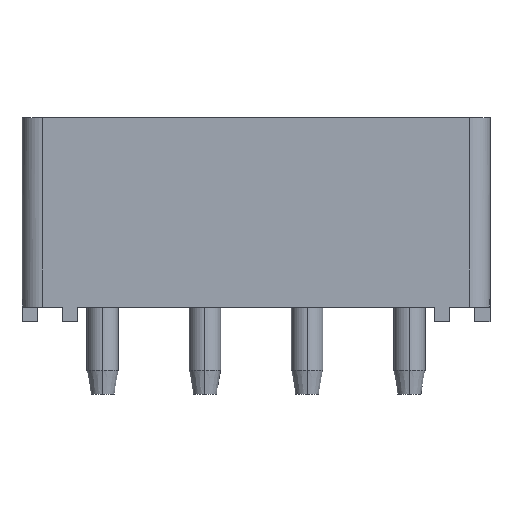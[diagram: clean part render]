
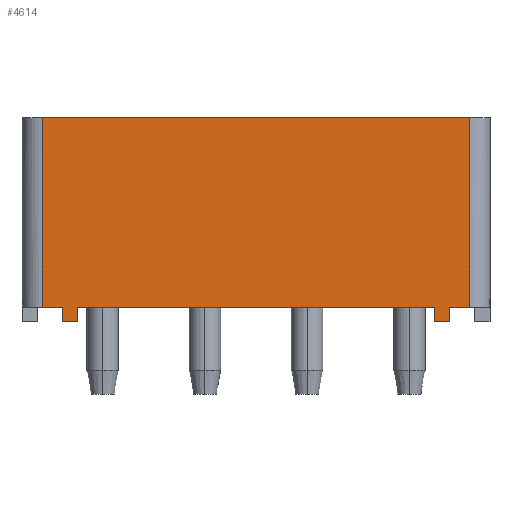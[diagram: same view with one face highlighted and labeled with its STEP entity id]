
A CAD part, front view. The second image highlights one B-rep face of the part: STEP entity #4614.
In plain terms, the highlighted planar face has unit normal (0, -1, 0).
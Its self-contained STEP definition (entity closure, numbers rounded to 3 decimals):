
#23 = DIRECTION ( 'NONE',  ( 1., 0., 0. ) ) ;
#60 = EDGE_CURVE ( 'NONE', #3551, #4367, #2144, .T. ) ;
#165 = EDGE_CURVE ( 'NONE', #3167, #3920, #4388, .T. ) ;
#200 = CARTESIAN_POINT ( 'NONE',  ( 10.63, -4.14, 0.74 ) ) ;
#204 = CARTESIAN_POINT ( 'NONE',  ( 8.87, -4.14, 0.74 ) ) ;
#229 = ORIENTED_EDGE ( 'NONE', *, *, #3035, .T. ) ;
#418 = CARTESIAN_POINT ( 'NONE',  ( -10.63, -4.14, 0.74 ) ) ;
#427 = VECTOR ( 'NONE', #3164, 1000. ) ;
#463 = LINE ( 'NONE', #2542, #3823 ) ;
#499 = VECTOR ( 'NONE', #23, 1000. ) ;
#689 = CARTESIAN_POINT ( 'NONE',  ( -9.63, -4.14, 0.74 ) ) ;
#696 = ORIENTED_EDGE ( 'NONE', *, *, #1545, .T. ) ;
#711 = LINE ( 'NONE', #5495, #2264 ) ;
#886 = VECTOR ( 'NONE', #3189, 1000. ) ;
#896 = VERTEX_POINT ( 'NONE', #3530 ) ;
#921 = DIRECTION ( 'NONE',  ( 1., 0., 0. ) ) ;
#955 = DIRECTION ( 'NONE',  ( 0., -1., 0. ) ) ;
#960 = CARTESIAN_POINT ( 'NONE',  ( -10.63, -4.14, 0.74 ) ) ;
#997 = CARTESIAN_POINT ( 'NONE',  ( 10.63, -4.14, 10.16 ) ) ;
#1086 = LINE ( 'NONE', #4566, #427 ) ;
#1199 = DIRECTION ( 'NONE',  ( -1., 0., 0. ) ) ;
#1216 = ORIENTED_EDGE ( 'NONE', *, *, #165, .T. ) ;
#1320 = EDGE_CURVE ( 'NONE', #4367, #2108, #1891, .T. ) ;
#1409 = LINE ( 'NONE', #4771, #5243 ) ;
#1425 = ORIENTED_EDGE ( 'NONE', *, *, #2132, .F. ) ;
#1478 = VECTOR ( 'NONE', #4717, 1000. ) ;
#1545 = EDGE_CURVE ( 'NONE', #4133, #3167, #3829, .T. ) ;
#1684 = LINE ( 'NONE', #3004, #3615 ) ;
#1758 = CARTESIAN_POINT ( 'NONE',  ( -10.63, -4.14, 10.16 ) ) ;
#1767 = VECTOR ( 'NONE', #921, 1000. ) ;
#1858 = VERTEX_POINT ( 'NONE', #2872 ) ;
#1891 = LINE ( 'NONE', #997, #5461 ) ;
#1905 = FACE_OUTER_BOUND ( 'NONE', #5169, .T. ) ;
#1964 = EDGE_CURVE ( 'NONE', #2468, #4627, #2178, .T. ) ;
#2018 = EDGE_CURVE ( 'NONE', #3551, #4133, #1684, .T. ) ;
#2046 = LINE ( 'NONE', #4647, #2076 ) ;
#2076 = VECTOR ( 'NONE', #1199, 1000. ) ;
#2108 = VERTEX_POINT ( 'NONE', #200 ) ;
#2123 = EDGE_CURVE ( 'NONE', #2213, #3920, #1086, .T. ) ;
#2132 = EDGE_CURVE ( 'NONE', #2468, #2213, #4867, .T. ) ;
#2144 = LINE ( 'NONE', #1758, #1767 ) ;
#2178 = LINE ( 'NONE', #2563, #1478 ) ;
#2213 = VERTEX_POINT ( 'NONE', #4062 ) ;
#2264 = VECTOR ( 'NONE', #2849, 1000. ) ;
#2468 = VERTEX_POINT ( 'NONE', #3304 ) ;
#2480 = EDGE_CURVE ( 'NONE', #4589, #1858, #2046, .T. ) ;
#2542 = CARTESIAN_POINT ( 'NONE',  ( 9.63, -4.14, 0.74 ) ) ;
#2556 = ORIENTED_EDGE ( 'NONE', *, *, #1320, .F. ) ;
#2563 = CARTESIAN_POINT ( 'NONE',  ( -8.87, -4.14, 0.74 ) ) ;
#2607 = ORIENTED_EDGE ( 'NONE', *, *, #1964, .T. ) ;
#2698 = CARTESIAN_POINT ( 'NONE',  ( -11.63, -4.14, 0. ) ) ;
#2772 = CARTESIAN_POINT ( 'NONE',  ( -8.87, -4.14, 0.74 ) ) ;
#2790 = DIRECTION ( 'NONE',  ( 0., 0., -1. ) ) ;
#2849 = DIRECTION ( 'NONE',  ( 0., 0., -1. ) ) ;
#2852 = AXIS2_PLACEMENT_3D ( 'NONE', #2698, #955, #3572 ) ;
#2857 = CARTESIAN_POINT ( 'NONE',  ( -10.63, -4.14, 10.16 ) ) ;
#2872 = CARTESIAN_POINT ( 'NONE',  ( 8.87, -4.14, 0. ) ) ;
#3004 = CARTESIAN_POINT ( 'NONE',  ( -10.63, -4.14, 10.16 ) ) ;
#3035 = EDGE_CURVE ( 'NONE', #896, #2108, #1409, .T. ) ;
#3084 = DIRECTION ( 'NONE',  ( 1., 0., 0. ) ) ;
#3089 = EDGE_CURVE ( 'NONE', #896, #4589, #463, .T. ) ;
#3164 = DIRECTION ( 'NONE',  ( -1., 0., 0. ) ) ;
#3167 = VERTEX_POINT ( 'NONE', #3959 ) ;
#3189 = DIRECTION ( 'NONE',  ( 0., 0., -1. ) ) ;
#3304 = CARTESIAN_POINT ( 'NONE',  ( -8.87, -4.14, 0.74 ) ) ;
#3415 = ORIENTED_EDGE ( 'NONE', *, *, #5166, .T. ) ;
#3515 = ORIENTED_EDGE ( 'NONE', *, *, #60, .F. ) ;
#3530 = CARTESIAN_POINT ( 'NONE',  ( 9.63, -4.14, 0.74 ) ) ;
#3551 = VERTEX_POINT ( 'NONE', #2857 ) ;
#3572 = DIRECTION ( 'NONE',  ( 0., 0., -1. ) ) ;
#3615 = VECTOR ( 'NONE', #3881, 1000. ) ;
#3639 = CARTESIAN_POINT ( 'NONE',  ( -9.63, -4.14, 0. ) ) ;
#3741 = CARTESIAN_POINT ( 'NONE',  ( 10.63, -4.14, 10.16 ) ) ;
#3823 = VECTOR ( 'NONE', #4718, 1000. ) ;
#3829 = LINE ( 'NONE', #960, #499 ) ;
#3881 = DIRECTION ( 'NONE',  ( 0., 0., -1. ) ) ;
#3892 = ORIENTED_EDGE ( 'NONE', *, *, #2480, .F. ) ;
#3920 = VERTEX_POINT ( 'NONE', #3639 ) ;
#3957 = PLANE ( 'NONE',  #2852 ) ;
#3959 = CARTESIAN_POINT ( 'NONE',  ( -9.63, -4.14, 0.74 ) ) ;
#4062 = CARTESIAN_POINT ( 'NONE',  ( -8.87, -4.14, 0. ) ) ;
#4089 = ORIENTED_EDGE ( 'NONE', *, *, #2123, .F. ) ;
#4133 = VERTEX_POINT ( 'NONE', #418 ) ;
#4294 = CARTESIAN_POINT ( 'NONE',  ( 9.63, -4.14, 0. ) ) ;
#4367 = VERTEX_POINT ( 'NONE', #3741 ) ;
#4388 = LINE ( 'NONE', #689, #886 ) ;
#4452 = DIRECTION ( 'NONE',  ( 0., 0., -1. ) ) ;
#4515 = ORIENTED_EDGE ( 'NONE', *, *, #2018, .T. ) ;
#4566 = CARTESIAN_POINT ( 'NONE',  ( -8.87, -4.14, 0. ) ) ;
#4589 = VERTEX_POINT ( 'NONE', #4294 ) ;
#4614 = ADVANCED_FACE ( 'NONE', ( #1905 ), #3957, .T. ) ;
#4627 = VERTEX_POINT ( 'NONE', #204 ) ;
#4647 = CARTESIAN_POINT ( 'NONE',  ( 9.63, -4.14, 0. ) ) ;
#4717 = DIRECTION ( 'NONE',  ( 1., 0., 0. ) ) ;
#4718 = DIRECTION ( 'NONE',  ( 0., 0., -1. ) ) ;
#4769 = VECTOR ( 'NONE', #4452, 1000. ) ;
#4771 = CARTESIAN_POINT ( 'NONE',  ( 9.63, -4.14, 0.74 ) ) ;
#4867 = LINE ( 'NONE', #2772, #4769 ) ;
#4887 = ORIENTED_EDGE ( 'NONE', *, *, #3089, .F. ) ;
#5166 = EDGE_CURVE ( 'NONE', #4627, #1858, #711, .T. ) ;
#5169 = EDGE_LOOP ( 'NONE', ( #3515, #4515, #696, #1216, #4089, #1425, #2607, #3415, #3892, #4887, #229, #2556 ) ) ;
#5243 = VECTOR ( 'NONE', #3084, 1000. ) ;
#5461 = VECTOR ( 'NONE', #2790, 1000. ) ;
#5495 = CARTESIAN_POINT ( 'NONE',  ( 8.87, -4.14, 0.74 ) ) ;
